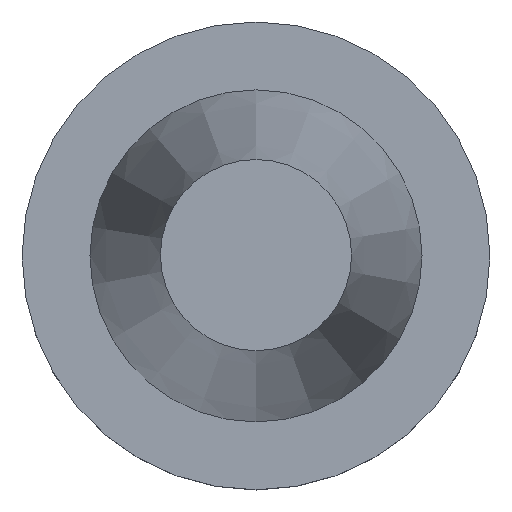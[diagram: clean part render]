
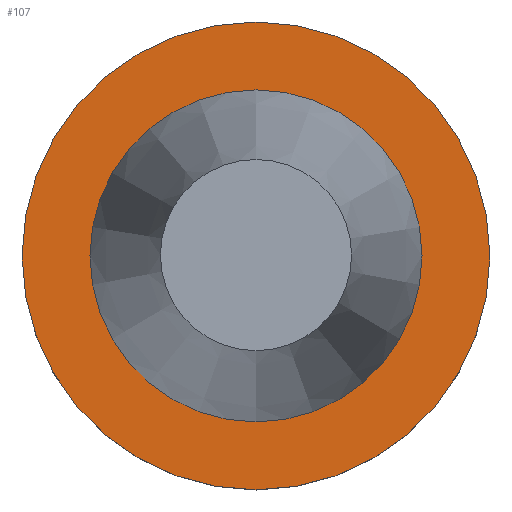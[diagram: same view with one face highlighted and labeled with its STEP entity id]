
A CAD part, top view. The second image highlights one B-rep face of the part: STEP entity #107.
In plain terms, the highlighted planar face has unit normal (0, 0, 1).
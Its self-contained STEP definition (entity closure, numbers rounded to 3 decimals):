
#90=EDGE_CURVE('Unnamed[1]',#201,#201,#202,.T.);
#104=EDGE_CURVE('Unnamed[1]',#223,#223,#224,.T.);
#107=ADVANCED_FACE('Unnamed[1]',(#227,#228),#229,.T.);
#201=VERTEX_POINT('',#339);
#202=CIRCLE('',#340,34.925);
#223=VERTEX_POINT('',#367);
#224=CIRCLE('',#368,49.212);
#227=FACE_OUTER_BOUND('',#372,.T.);
#228=FACE_BOUND('',#373,.T.);
#229=PLANE('',#374);
#339=CARTESIAN_POINT('',(0.,34.925,-1.5));
#340=AXIS2_PLACEMENT_3D('',#477,#478,#479);
#367=CARTESIAN_POINT('',(0.,49.212,-1.5));
#368=AXIS2_PLACEMENT_3D('',#501,#502,#503);
#372=EDGE_LOOP('',(#505));
#373=EDGE_LOOP('',(#506));
#374=AXIS2_PLACEMENT_3D('',#507,#508,#509);
#477=CARTESIAN_POINT('',(0.,0.,-1.5));
#478=DIRECTION('',(0.,0.,-1.0));
#479=DIRECTION('',(0.,1.0,0.));
#501=CARTESIAN_POINT('',(0.,0.,-1.5));
#502=DIRECTION('',(0.,0.,-1.0));
#503=DIRECTION('',(0.,1.0,0.));
#505=ORIENTED_EDGE('',*,*,#104,.F.);
#506=ORIENTED_EDGE('',*,*,#90,.T.);
#507=CARTESIAN_POINT('',(0.,42.069,-1.5));
#508=DIRECTION('',(0.,0.,1.0));
#509=DIRECTION('',(0.,-1.0,0.));
